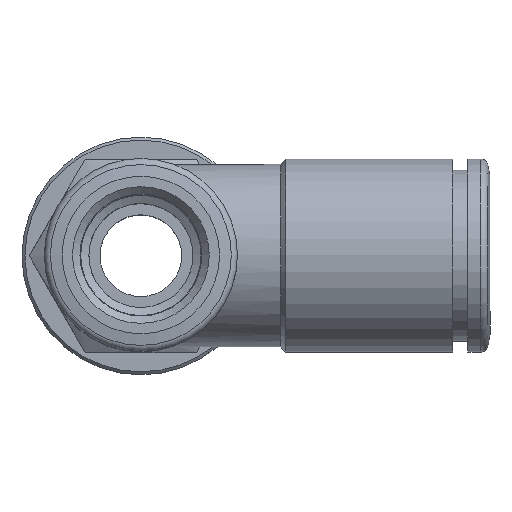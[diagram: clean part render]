
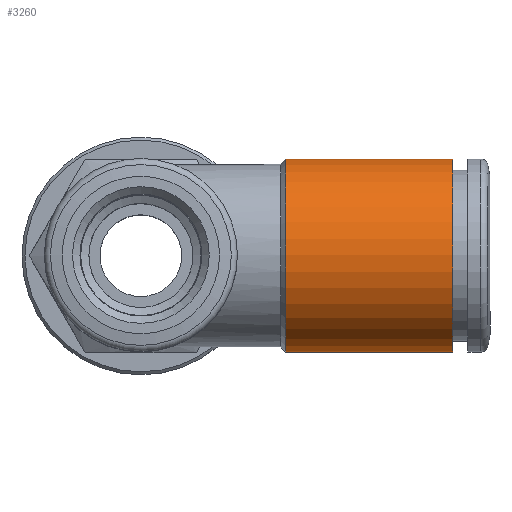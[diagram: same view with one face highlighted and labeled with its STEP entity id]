
A CAD part, top view. The second image highlights one B-rep face of the part: STEP entity #3260.
In plain terms, the highlighted cylindrical face has radius 6.5 mm (diameter 13 mm), a full revolution.
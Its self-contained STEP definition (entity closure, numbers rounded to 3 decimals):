
#696=CYLINDRICAL_SURFACE('',#3144,6.5);
#889=ORIENTED_EDGE('',*,*,#1194,.T.);
#890=ORIENTED_EDGE('',*,*,#1193,.F.);
#997=CIRCLE('',#3143,6.5);
#998=CIRCLE('',#3145,6.5);
#1092=VERTEX_POINT('',#2937);
#1093=VERTEX_POINT('',#2940);
#1193=EDGE_CURVE('',#1092,#1092,#997,.T.);
#1194=EDGE_CURVE('',#1093,#1093,#998,.T.);
#1337=EDGE_LOOP('',(#889));
#1338=EDGE_LOOP('',(#890));
#1501=FACE_BOUND('',#1337,.T.);
#1502=FACE_BOUND('',#1338,.T.);
#2438=DIRECTION('',(1.,0.,0.));
#2439=DIRECTION('',(0.,-6.5,0.));
#2440=DIRECTION('',(1.,0.,0.));
#2441=DIRECTION('',(0.,-1.,0.));
#2442=DIRECTION('',(1.,0.,0.));
#2443=DIRECTION('',(0.,-6.5,0.));
#2937=CARTESIAN_POINT('',(-3.368,5.7,0.));
#2938=CARTESIAN_POINT('',(-3.368,12.2,0.));
#2939=CARTESIAN_POINT('',(-14.618,12.2,0.));
#2940=CARTESIAN_POINT('',(-14.618,5.7,0.));
#2941=CARTESIAN_POINT('',(-14.618,12.2,0.));
#3143=AXIS2_PLACEMENT_3D('',#2938,#2438,#2439);
#3144=AXIS2_PLACEMENT_3D('',#2939,#2440,#2441);
#3145=AXIS2_PLACEMENT_3D('',#2941,#2442,#2443);
#3260=ADVANCED_FACE('',(#1501,#1502),#696,.T.);
